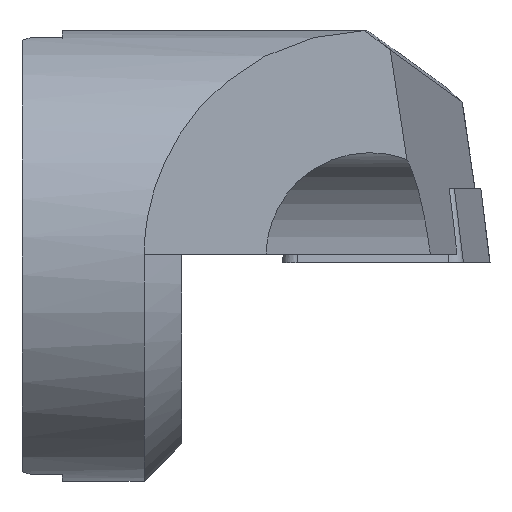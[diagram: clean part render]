
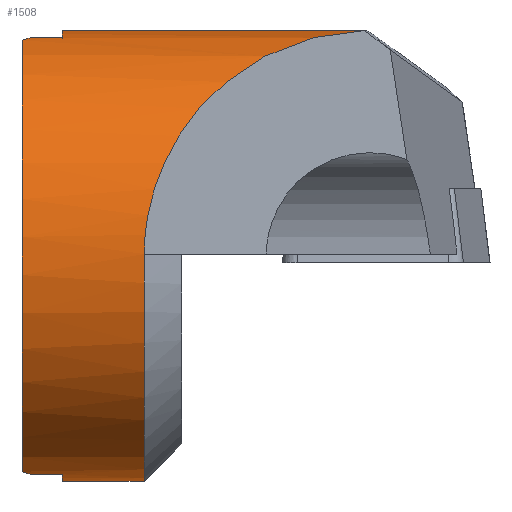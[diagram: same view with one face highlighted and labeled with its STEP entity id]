
A CAD part, left-side view. The second image highlights one B-rep face of the part: STEP entity #1508.
In plain terms, the highlighted cylindrical face has radius 12 mm (diameter 24 mm), a partial arc.
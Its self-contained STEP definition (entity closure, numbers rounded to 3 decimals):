
#716=EDGE_CURVE('NONE',#1438,#1672,#2044,.T.);
#738=EDGE_CURVE('NONE',#1724,#1824,#2070,.F.);
#792=VERTEX_POINT('NONE',#2131);
#862=EDGE_CURVE('NONE',#908,#1724,#2209,.F.);
#866=EDGE_CURVE('NONE',#1164,#1510,#2214,.T.);
#876=EDGE_CURVE('NONE',#1510,#1438,#2225,.F.);
#884=EDGE_CURVE('NONE',#1864,#1760,#2233,.F.);
#908=VERTEX_POINT('NONE',#2258);
#1164=VERTEX_POINT('NONE',#2537);
#1188=EDGE_CURVE('NONE',#1164,#1824,#2563,.T.);
#1292=VERTEX_POINT('NONE',#2681);
#1438=VERTEX_POINT('NONE',#2846);
#1508=ADVANCED_FACE('NONE',(#2924),#2925,.T.);
#1510=VERTEX_POINT('NONE',#2927);
#1662=EDGE_CURVE('',#1672,#1864,#3089,.T.);
#1672=VERTEX_POINT('',#3099);
#1724=VERTEX_POINT('NONE',#3153);
#1752=EDGE_CURVE('NONE',#1768,#908,#3184,.F.);
#1760=VERTEX_POINT('NONE',#3192);
#1768=VERTEX_POINT('NONE',#3200);
#1810=EDGE_CURVE('NONE',#792,#1292,#3244,.F.);
#1824=VERTEX_POINT('NONE',#3259);
#1826=EDGE_CURVE('NONE',#1292,#1768,#3261,.F.);
#1864=VERTEX_POINT('NONE',#3304);
#1966=EDGE_CURVE('NONE',#1760,#792,#3417,.F.);
#2044=B_SPLINE_CURVE_WITH_KNOTS('',3,(#3500,#3501,#3502,#3503),.UNSPECIFIED.,.F.,.F.,(4,4),(-1.792,-0.0),.UNSPECIFIED.);
#2070=CIRCLE('',#3537,12.0);
#2131=CARTESIAN_POINT('',(-3.0,-0.5,11.619));
#2209=LINE('',#3728,#3729);
#2214=B_SPLINE_CURVE_WITH_KNOTS('',3,(#3735,#3736,#3737,#3738,#3739,#3740,#3741,#3742,#3743,#3744,#3745,#3746,#3747,#3748,#3749,#3750,#3751,#3752,#3753,#3754,#3755,#3756),.UNSPECIFIED.,.F.,.F.,(4,2,2,2,2,2,2,2,2,2,4),(33.902,36.162,38.422,40.682,42.942,45.202,47.463,49.723,51.983,54.243,56.503),.UNSPECIFIED.);
#2225=ELLIPSE('',#3768,16.971,12.0);
#2233=CIRCLE('',#3778,12.0);
#2258=CARTESIAN_POINT('',(-3.0,-0.5,-11.619));
#2537=CARTESIAN_POINT('',(0.,-6.5,-12.0));
#2563=LINE('',#4227,#4228);
#2681=CARTESIAN_POINT('',(-3.5,0.0,11.478));
#2846=CARTESIAN_POINT('',(-0.26,-18.24,11.997));
#2924=FACE_OUTER_BOUND('',#4778,.T.);
#2925=CYLINDRICAL_SURFACE('',#4779,12.0);
#2927=CARTESIAN_POINT('',(-12.,-6.5,0.1));
#3089=LINE('',#5012,#5013);
#3099=CARTESIAN_POINT('',(0.,-18.282,12.0));
#3153=CARTESIAN_POINT('',(-3.0,-2.15,-11.619));
#3184=ELLIPSE('',#5146,16.971,12.0);
#3192=CARTESIAN_POINT('',(-3.0,-2.15,11.619));
#3200=CARTESIAN_POINT('',(-3.5,0.0,-11.478));
#3244=ELLIPSE('',#5226,16.971,12.0);
#3259=CARTESIAN_POINT('',(0.,-2.15,-12.0));
#3261=CIRCLE('',#5249,12.0);
#3304=CARTESIAN_POINT('',(0.0,-2.15,12.0));
#3417=LINE('',#5454,#5455);
#3500=CARTESIAN_POINT('',(-0.357,-18.225,11.995));
#3501=CARTESIAN_POINT('',(-0.229,-18.244,11.999));
#3502=CARTESIAN_POINT('',(0.21,-18.315,12.013));
#3503=CARTESIAN_POINT('',(0.799,-18.413,11.973));
#3537=AXIS2_PLACEMENT_3D('',#5607,#5608,#5609);
#3728=CARTESIAN_POINT('',(-3.0,-8.5,-11.619));
#3729=VECTOR('',#5792,1.0);
#3735=CARTESIAN_POINT('',(2.307,-6.5,-11.776));
#3736=CARTESIAN_POINT('',(1.532,-6.5,-11.928));
#3737=CARTESIAN_POINT('',(0.753,-6.5,-12.0));
#3738=CARTESIAN_POINT('',(-0.753,-6.5,-12.0));
#3739=CARTESIAN_POINT('',(-1.532,-6.5,-11.928));
#3740=CARTESIAN_POINT('',(-3.082,-6.5,-11.624));
#3741=CARTESIAN_POINT('',(-3.853,-6.5,-11.393));
#3742=CARTESIAN_POINT('',(-5.331,-6.5,-10.78));
#3743=CARTESIAN_POINT('',(-6.04,-6.5,-10.399));
#3744=CARTESIAN_POINT('',(-7.351,-6.5,-9.518));
#3745=CARTESIAN_POINT('',(-7.953,-6.5,-9.018));
#3746=CARTESIAN_POINT('',(-9.018,-6.5,-7.953));
#3747=CARTESIAN_POINT('',(-9.518,-6.5,-7.351));
#3748=CARTESIAN_POINT('',(-10.399,-6.5,-6.04));
#3749=CARTESIAN_POINT('',(-10.78,-6.5,-5.331));
#3750=CARTESIAN_POINT('',(-11.393,-6.5,-3.853));
#3751=CARTESIAN_POINT('',(-11.624,-6.5,-3.082));
#3752=CARTESIAN_POINT('',(-11.928,-6.5,-1.532));
#3753=CARTESIAN_POINT('',(-12.0,-6.5,-0.753));
#3754=CARTESIAN_POINT('',(-12.0,-6.5,0.753));
#3755=CARTESIAN_POINT('',(-11.928,-6.5,1.532));
#3756=CARTESIAN_POINT('',(-11.776,-6.5,2.307));
#3768=AXIS2_PLACEMENT_3D('',#5809,#5810,#5811);
#3778=AXIS2_PLACEMENT_3D('',#5815,#5816,#5817);
#4227=CARTESIAN_POINT('',(0.,-8.5,-12.0));
#4228=VECTOR('',#6179,1000.0);
#4778=EDGE_LOOP('',(#6676,#6677,#6678,#6679,#6680,#6681,#6682,#6683,#6684,#6685,#6686,#6687));
#4779=AXIS2_PLACEMENT_3D('',#6688,#6689,#6690);
#5012=CARTESIAN_POINT('',(0.,-8.5,12.0));
#5013=VECTOR('',#6845,1.0);
#5146=AXIS2_PLACEMENT_3D('',#6924,#6925,#6926);
#5226=AXIS2_PLACEMENT_3D('',#6997,#6998,#6999);
#5249=AXIS2_PLACEMENT_3D('',#7018,#7019,#7020);
#5454=CARTESIAN_POINT('',(-3.0,-8.5,11.619));
#5455=VECTOR('',#7232,1.0);
#5607=CARTESIAN_POINT('',(0.0,-2.15,0.0));
#5608=DIRECTION('',(0.,1.0,0.));
#5609=DIRECTION('',(0.,0.,1.0));
#5792=DIRECTION('',(-0.0,1.0,0.0));
#5809=CARTESIAN_POINT('',(0.0,-18.5,0.0));
#5810=DIRECTION('',(-0.707,-0.707,0.0));
#5811=DIRECTION('',(-0.707,0.707,-0.0));
#5815=CARTESIAN_POINT('',(0.0,-2.15,0.0));
#5816=DIRECTION('',(0.,1.0,0.));
#5817=DIRECTION('',(0.,0.,1.0));
#6179=DIRECTION('',(-0.0,1.0,0.0));
#6676=ORIENTED_EDGE('',*,*,#1662,.T.);
#6677=ORIENTED_EDGE('',*,*,#884,.T.);
#6678=ORIENTED_EDGE('',*,*,#1966,.T.);
#6679=ORIENTED_EDGE('',*,*,#1810,.T.);
#6680=ORIENTED_EDGE('',*,*,#1826,.T.);
#6681=ORIENTED_EDGE('',*,*,#1752,.T.);
#6682=ORIENTED_EDGE('',*,*,#862,.T.);
#6683=ORIENTED_EDGE('',*,*,#738,.T.);
#6684=ORIENTED_EDGE('',*,*,#1188,.F.);
#6685=ORIENTED_EDGE('',*,*,#866,.T.);
#6686=ORIENTED_EDGE('',*,*,#876,.T.);
#6687=ORIENTED_EDGE('',*,*,#716,.T.);
#6688=CARTESIAN_POINT('',(0.0,-8.5,0.0));
#6689=DIRECTION('',(-0.0,1.0,-0.0));
#6690=DIRECTION('',(0.0,0.0,1.0));
#6845=DIRECTION('',(-0.0,1.0,-0.0));
#6924=CARTESIAN_POINT('',(0.0,-3.5,0.0));
#6925=DIRECTION('',(0.707,0.707,0.0));
#6926=DIRECTION('',(-0.707,0.707,-0.0));
#6997=CARTESIAN_POINT('',(0.0,-3.5,0.0));
#6998=DIRECTION('',(0.707,0.707,0.0));
#6999=DIRECTION('',(-0.707,0.707,-0.0));
#7018=CARTESIAN_POINT('',(0.0,0.0,0.0));
#7019=DIRECTION('',(-0.0,1.0,0.0));
#7020=DIRECTION('',(0.0,0.0,1.0));
#7232=DIRECTION('',(0.0,-1.0,0.0));
